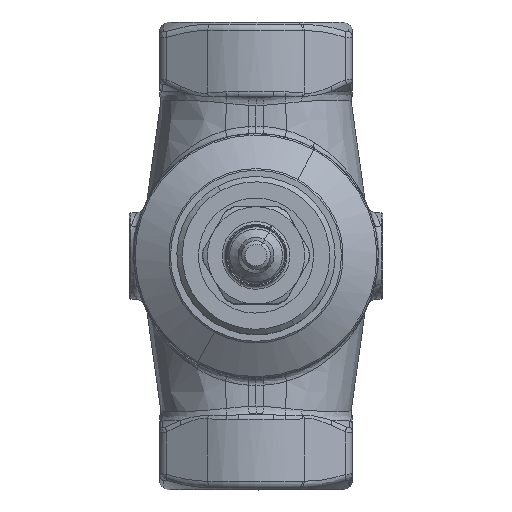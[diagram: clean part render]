
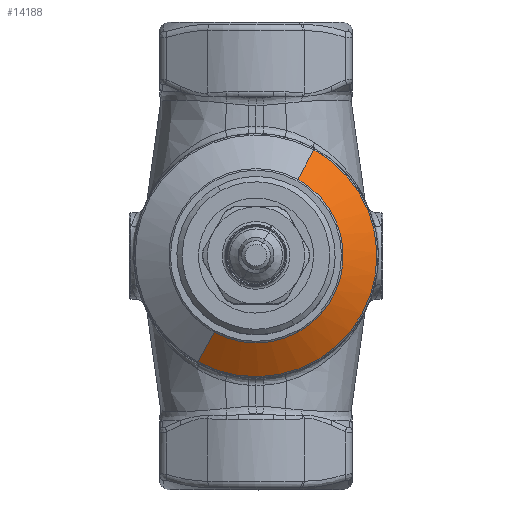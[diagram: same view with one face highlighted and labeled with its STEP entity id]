
A CAD part, top view. The second image highlights one B-rep face of the part: STEP entity #14188.
In plain terms, the highlighted face is a revolution surface.
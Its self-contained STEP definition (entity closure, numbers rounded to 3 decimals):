
#6321=CARTESIAN_POINT('Vertex',(-16.11,-29.489,28.302)) ;
#6328=CARTESIAN_POINT('Vertex',(16.11,29.489,28.302)) ;
#9602=CARTESIAN_POINT('Axis2P3D Location',(0.,0.,28.302)) ;
#12407=CARTESIAN_POINT('Control Point',(-16.11,-29.489,28.302)) ;
#12408=CARTESIAN_POINT('Control Point',(-14.671,-26.855,30.564)) ;
#12409=CARTESIAN_POINT('Control Point',(-13.171,-24.11,32.658)) ;
#12410=CARTESIAN_POINT('Control Point',(-11.62,-21.27,34.569)) ;
#12411=CARTESIAN_POINT('Vertex',(-11.62,-21.27,34.569)) ;
#12425=CARTESIAN_POINT('Vertex',(11.62,21.27,34.569)) ;
#12429=CARTESIAN_POINT('Control Point',(16.11,29.489,28.302)) ;
#12430=CARTESIAN_POINT('Control Point',(14.671,26.855,30.564)) ;
#12431=CARTESIAN_POINT('Control Point',(13.171,24.11,32.658)) ;
#12432=CARTESIAN_POINT('Control Point',(11.62,21.27,34.569)) ;
#14161=CARTESIAN_POINT('Control Point',(0.,33.602,28.302)) ;
#14162=CARTESIAN_POINT('Control Point',(0.,30.602,30.564)) ;
#14163=CARTESIAN_POINT('Control Point',(0.,27.473,32.658)) ;
#14164=CARTESIAN_POINT('Control Point',(0.,24.237,34.569)) ;
#14165=CARTESIAN_POINT('Axis1P Location',(0.,0.,-3.5)) ;
#14169=CARTESIAN_POINT('Axis2P3D Location',(0.,0.,34.569)) ;
#14173=CARTESIAN_POINT('Vertex',(11.62,-21.27,34.569)) ;
#14176=CARTESIAN_POINT('Axis2P3D Location',(0.,0.,34.569)) ;
#9603=DIRECTION('Axis2P3D Direction',(0.,-0.,1.)) ;
#14166=DIRECTION('Axis1P Direction',(0.,0.,-1.)) ;
#14170=DIRECTION('Axis2P3D Direction',(0.,0.,-1.)) ;
#14177=DIRECTION('Axis2P3D Direction',(0.,0.,-1.)) ;
#9604=AXIS2_PLACEMENT_3D('Circle Axis2P3D',#9602,#9603,$) ;
#14171=AXIS2_PLACEMENT_3D('Circle Axis2P3D',#14169,#14170,$) ;
#14178=AXIS2_PLACEMENT_3D('Circle Axis2P3D',#14176,#14177,$) ;
#14182=ORIENTED_EDGE('',*,*,#12433,.T.) ;
#14183=ORIENTED_EDGE('',*,*,#14175,.F.) ;
#14184=ORIENTED_EDGE('',*,*,#14180,.F.) ;
#14185=ORIENTED_EDGE('',*,*,#12413,.F.) ;
#14186=ORIENTED_EDGE('',*,*,#9606,.F.) ;
#14188=ADVANCED_FACE('Body.2',(#14187),#14168,.F.) ;
#14167=AXIS1_PLACEMENT('Revolution Surface Axis1P',#14165,#14166) ;
#12406=B_SPLINE_CURVE_WITH_KNOTS('',3,(#12407,#12408,#12409,#12410),.UNSPECIFIED.,.F.,.U.,(4,4),(92.465,103.739),.UNSPECIFIED.) ;
#12428=B_SPLINE_CURVE_WITH_KNOTS('',3,(#12429,#12430,#12431,#12432),.UNSPECIFIED.,.F.,.U.,(4,4),(92.465,103.739),.UNSPECIFIED.) ;
#14160=B_SPLINE_CURVE_WITH_KNOTS('',3,(#14161,#14162,#14163,#14164),.UNSPECIFIED.,.F.,.U.,(4,4),(92.465,103.739),.UNSPECIFIED.) ;
#9605=CIRCLE('generated circle',#9604,33.602) ;
#14172=CIRCLE('generated circle',#14171,24.237) ;
#14179=CIRCLE('generated circle',#14178,24.237) ;
#9606=EDGE_CURVE('',#6329,#6322,#9605,.F.) ;
#12413=EDGE_CURVE('',#6322,#12412,#12406,.T.) ;
#12433=EDGE_CURVE('',#6329,#12426,#12428,.T.) ;
#14175=EDGE_CURVE('',#14174,#12426,#14172,.F.) ;
#14180=EDGE_CURVE('',#12412,#14174,#14179,.F.) ;
#14181=EDGE_LOOP('',(#14182,#14183,#14184,#14185,#14186)) ;
#14187=FACE_OUTER_BOUND('',#14181,.T.) ;
#14168=SURFACE_OF_REVOLUTION('Surface of Revolution',#14160,#14167) ;
#6322=VERTEX_POINT('',#6321) ;
#6329=VERTEX_POINT('',#6328) ;
#12412=VERTEX_POINT('',#12411) ;
#12426=VERTEX_POINT('',#12425) ;
#14174=VERTEX_POINT('',#14173) ;
